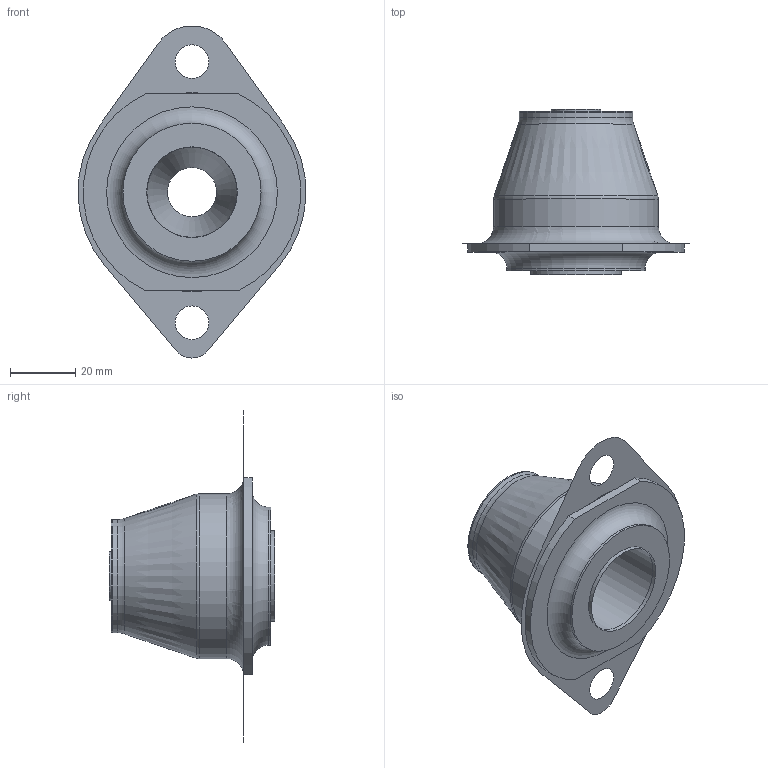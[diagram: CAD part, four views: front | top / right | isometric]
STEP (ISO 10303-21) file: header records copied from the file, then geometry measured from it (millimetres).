
FILE_DESCRIPTION(/* description */ (''),/* implementation_level */ '2;1');
FILE_NAME(/* name */ 'SILENT_BLOCK_GOMMA_.stp',/* time_stamp */ '2016-06-02T11:11:25+02:00',/* author */ (''),/* organization */ (''),/* preprocessor_version */ 'ST-DEVELOPER v16.5',/* originating_system */ 'Autodesk Translation Framework v5.0.0.3310',/* authorisation */ '');
FILE_SCHEMA (('AUTOMOTIVE_DESIGN { 1 0 10303 214 3 1 1 }'));
Length unit declared in the file: centimetre
Products named in the file (1): SILENT_BLOCK_GOMMA_
Bounding box: 69.8 x 50.8 x 101.73 mm (x, y, z)
Volume: 61303 mm3; surface area: 26881 mm2
Topology: 1 solids, 3 shells, 34 faces, 83 edges, 53 vertices
Faces by surface type: cylinder 11, torus 11, plane 8, cone 4
Full cylindrical faces by diameter (mm): 15.1 x2, 27.8 x2, 34.72 x2, 42.32 x1, 50.52 x2
Entity records: 927 total; most frequent: CARTESIAN_POINT 183, DIRECTION 164, ORIENTED_EDGE 99, AXIS2_PLACEMENT_3D 75, EDGE_LOOP 64, EDGE_CURVE 56, VERTEX_POINT 50, CIRCLE 40
